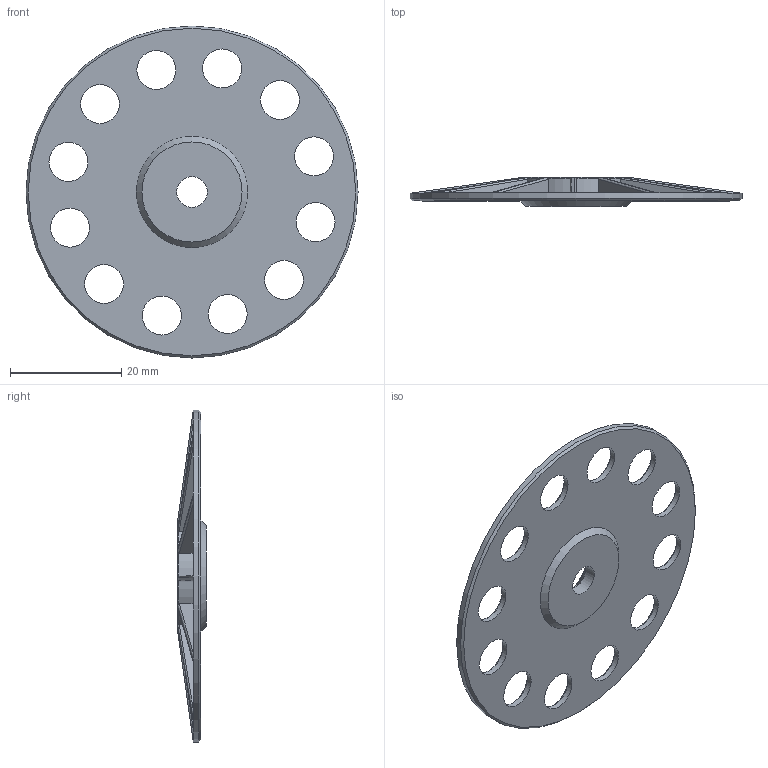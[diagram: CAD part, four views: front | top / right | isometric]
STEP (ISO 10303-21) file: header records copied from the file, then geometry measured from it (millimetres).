
FILE_DESCRIPTION(/* description */ (''),/* implementation_level */ '2;1');
FILE_NAME(/* name */ 'Plasterboard Insulation Retaining Washer v1.step',/* time_stamp */ '2020-11-19T16:57:14+00:00',/* author */ (''),/* organization */ (''),/* preprocessor_version */ 'ST-DEVELOPER v18.1',/* originating_system */ 'Autodesk Translation Framework v9.3.0.1241',/* authorisation */ '');
FILE_SCHEMA (('AUTOMOTIVE_DESIGN { 1 0 10303 214 3 1 1 }'));
Length unit declared in the file: millimetre
Products named in the file (1): Plasterboard Insulation Retaining Washer
Bounding box: 59.7 x 5.2 x 59.7 mm (x, y, z)
Volume: 4472.7 mm3; surface area: 5993.7 mm2
Topology: 1 solids, 1 shells, 120 faces, 331 edges, 216 vertices
Faces by surface type: plane 29, cone 28, cylinder 27, bspline 24, torus 12
Full cylindrical faces by diameter (mm): 5.5 x1, 7 x12, 12 x1, 59.7 x1
Entity records: 5308 total; most frequent: CARTESIAN_POINT 2420, ORIENTED_EDGE 662, DIRECTION 489, EDGE_CURVE 331, VERTEX_POINT 216, AXIS2_PLACEMENT_3D 205, EDGE_LOOP 149, B_SPLINE_CURVE_WITH_KNOTS 144
